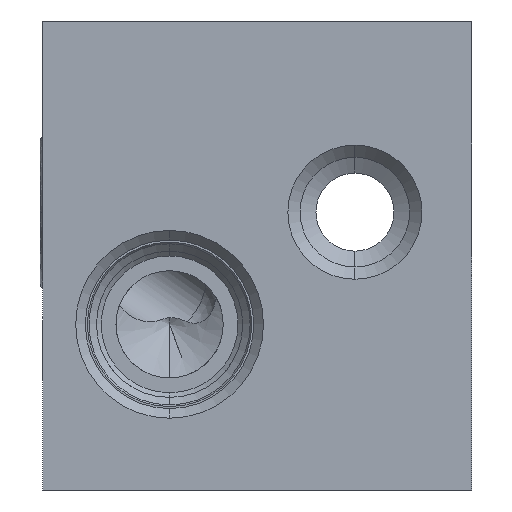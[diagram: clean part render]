
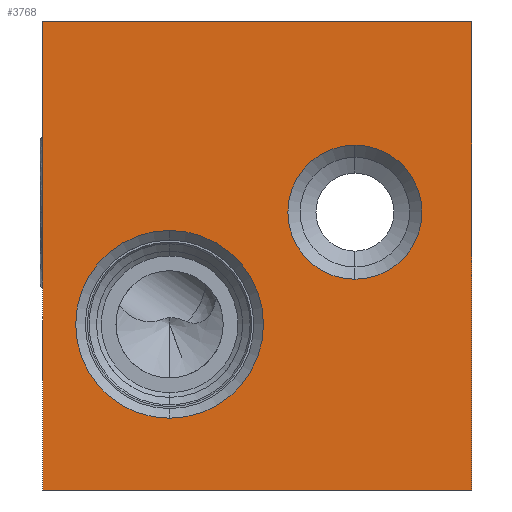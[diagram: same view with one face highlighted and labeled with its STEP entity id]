
A CAD part, front view. The second image highlights one B-rep face of the part: STEP entity #3768.
In plain terms, the highlighted planar face has unit normal (0, -1, 0).
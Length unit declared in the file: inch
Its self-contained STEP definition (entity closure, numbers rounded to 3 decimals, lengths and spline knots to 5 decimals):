
#5=DIRECTION('',(1.,0.,0.));
#6=VECTOR('',#5,2.75);
#7=CARTESIAN_POINT('',(0.,-4.25,0.));
#8=LINE('',#7,#6);
#85=DIRECTION('',(0.,0.,1.));
#86=VECTOR('',#85,3.);
#87=CARTESIAN_POINT('',(2.75,-4.25,0.));
#88=LINE('',#87,#86);
#109=DIRECTION('',(0.,0.,1.));
#110=VECTOR('',#109,3.);
#111=CARTESIAN_POINT('',(0.,-4.25,0.));
#112=LINE('',#111,#110);
#113=CARTESIAN_POINT('',(0.812,-4.25,1.062));
#114=DIRECTION('',(0.,1.,0.));
#115=DIRECTION('',(0.,0.,-1.));
#116=AXIS2_PLACEMENT_3D('',#113,#114,#115);
#118=CARTESIAN_POINT('',(0.812,-4.25,1.062));
#119=DIRECTION('',(0.,1.,0.));
#120=DIRECTION('',(0.,0.,1.));
#121=AXIS2_PLACEMENT_3D('',#118,#119,#120);
#123=CARTESIAN_POINT('',(2.,-4.25,1.781));
#124=DIRECTION('',(0.,1.,0.));
#125=DIRECTION('',(0.,0.,-1.));
#126=AXIS2_PLACEMENT_3D('',#123,#124,#125);
#128=CARTESIAN_POINT('',(2.,-4.25,1.781));
#129=DIRECTION('',(0.,1.,0.));
#130=DIRECTION('',(0.,0.,1.));
#131=AXIS2_PLACEMENT_3D('',#128,#129,#130);
#145=DIRECTION('',(1.,0.,0.));
#146=VECTOR('',#145,2.75);
#147=CARTESIAN_POINT('',(0.,-4.25,3.));
#148=LINE('',#147,#146);
#3312=CARTESIAN_POINT('',(0.,-4.25,0.));
#3314=VERTEX_POINT('',#3312);
#3315=CARTESIAN_POINT('',(2.75,-4.25,0.));
#3316=VERTEX_POINT('',#3315);
#3320=CARTESIAN_POINT('',(0.,-4.25,3.));
#3322=VERTEX_POINT('',#3320);
#3323=CARTESIAN_POINT('',(2.75,-4.25,3.));
#3324=VERTEX_POINT('',#3323);
#3363=CARTESIAN_POINT('',(0.812,-4.25,1.664));
#3364=VERTEX_POINT('',#3363);
#3373=CARTESIAN_POINT('',(0.812,-4.25,0.46));
#3374=VERTEX_POINT('',#3373);
#3389=CARTESIAN_POINT('',(2.,-4.25,1.351));
#3390=CARTESIAN_POINT('',(2.,-4.25,2.211));
#3391=VERTEX_POINT('',#3389);
#3392=VERTEX_POINT('',#3390);
#3744=CARTESIAN_POINT('',(0.,-4.25,0.));
#3745=DIRECTION('',(0.,-1.,0.));
#3746=DIRECTION('',(1.,0.,0.));
#3747=AXIS2_PLACEMENT_3D('',#3744,#3745,#3746);
#3748=PLANE('',#3747);
#3749=ORIENTED_EDGE('',*,*,#3644,.F.);
#3750=ORIENTED_EDGE('',*,*,#3663,.T.);
#3752=ORIENTED_EDGE('',*,*,#3751,.T.);
#3753=ORIENTED_EDGE('',*,*,#3724,.F.);
#3754=EDGE_LOOP('',(#3749,#3750,#3752,#3753));
#3755=FACE_OUTER_BOUND('',#3754,.F.);
#3757=ORIENTED_EDGE('',*,*,#3756,.F.);
#3759=ORIENTED_EDGE('',*,*,#3758,.F.);
#3760=EDGE_LOOP('',(#3757,#3759));
#3761=FACE_BOUND('',#3760,.F.);
#3763=ORIENTED_EDGE('',*,*,#3762,.F.);
#3765=ORIENTED_EDGE('',*,*,#3764,.F.);
#3766=EDGE_LOOP('',(#3763,#3765));
#3767=FACE_BOUND('',#3766,.F.);
#3768=ADVANCED_FACE('',(#3755,#3761,#3767),#3748,.T.);
#117=CIRCLE('',#116,0.602);
#122=CIRCLE('',#121,0.602);
#127=CIRCLE('',#126,0.43);
#132=CIRCLE('',#131,0.43);
#3644=EDGE_CURVE('',#3314,#3316,#8,.T.);
#3663=EDGE_CURVE('',#3314,#3322,#112,.T.);
#3724=EDGE_CURVE('',#3316,#3324,#88,.T.);
#3751=EDGE_CURVE('',#3322,#3324,#148,.T.);
#3756=EDGE_CURVE('',#3374,#3364,#117,.T.);
#3758=EDGE_CURVE('',#3364,#3374,#122,.T.);
#3762=EDGE_CURVE('',#3391,#3392,#127,.T.);
#3764=EDGE_CURVE('',#3392,#3391,#132,.T.);
